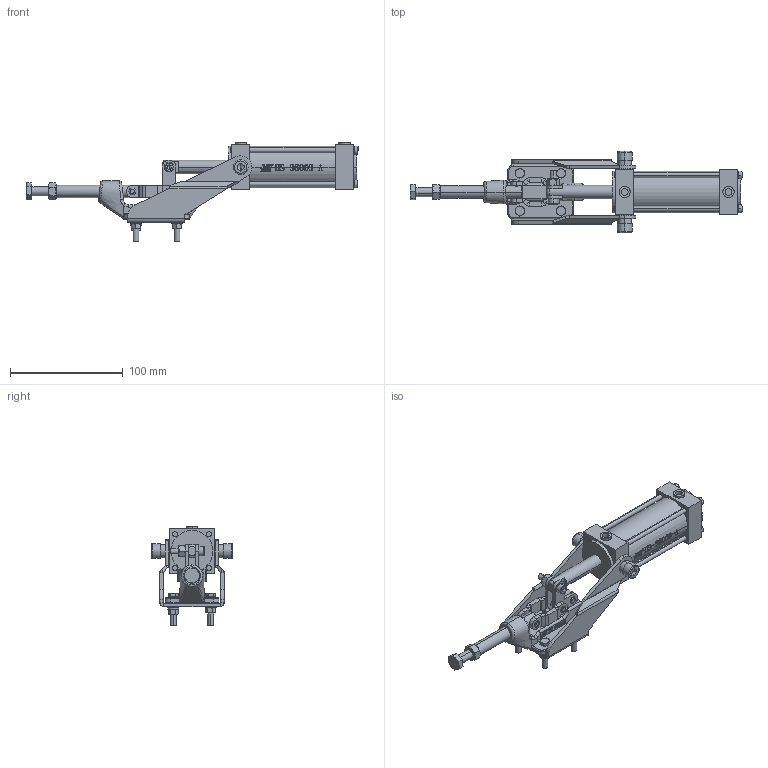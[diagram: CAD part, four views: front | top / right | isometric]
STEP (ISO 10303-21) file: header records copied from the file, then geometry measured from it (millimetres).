
FILE_DESCRIPTION (( 'STEP AP203' ), '1' );
FILE_NAME ('HS-36003-A .STEP', '2019-08-21T07:12:40', ( '微软用户' ), ( '微软中国' ), 'SwSTEP 2.0', 'SolidWorks 2012', '' );
FILE_SCHEMA (( 'CONFIG_CONTROL_DESIGN' ));
Length unit declared in the file: millimetre
Products named in the file (20): HS-36003-A ; hex nuts, style 1-grades ab gb_GB_FASTENER_NUT_SNAB1 M8-N; hexagon head bolts--product grade c gb_GB_FASTENER_BOLT_HHBC M8X50-N; hex nuts, style 1-grades ab gb_GB_FASTENER_NUT_SNAB1 M5-N; plain washers for clevis pins gb_GB_ROUND_WASHERS_TYPE7 5; hexagon head bolts--product grade c gb_GB_FASTENER_BOLT_HHBC M5X25-N; prevailing torque all-metal 1 gb_GB_HEXAGON_LOCK_TYPE1 M6-N; hexagon socket head cap screws gb_GB_FASTENER_SCREWS_HSHCS M5X25-N; hexagon socket head cap screws gb_GB_FASTENER_SCREWS_HSHCS M8X16-N; 階杶; 蟀裝2; 蚐詰; 挴裝; 种3; 种2; 种1; 蟀裝; 活塞杆; 菁釱; 菁殤
Assembly tree (32 placements, depth 2):
  HS-36003-A 
    菁殤
    菁釱
    活塞杆
    蟀裝  x2
    种1
    种2
    种3
    挴裝
    蚐詰
    蟀裝2  x2
    階杶  x2
    hexagon socket head cap screws gb_GB_FASTENER_SCREWS_HSHCS M8X16-N  x2
    hexagon socket head cap screws gb_GB_FASTENER_SCREWS_HSHCS M5X25-N
    prevailing torque all-metal 1 gb_GB_HEXAGON_LOCK_TYPE1 M6-N
    hexagon head bolts--product grade c gb_GB_FASTENER_BOLT_HHBC M5X25-N  x4
    plain washers for clevis pins gb_GB_ROUND_WASHERS_TYPE7 5  x4
    hex nuts, style 1-grades ab gb_GB_FASTENER_NUT_SNAB1 M5-N  x4
    hexagon head bolts--product grade c gb_GB_FASTENER_BOLT_HHBC M8X50-N
    hex nuts, style 1-grades ab gb_GB_FASTENER_NUT_SNAB1 M8-N
Bounding box: 294.33 x 72 x 88.1 mm (x, y, z)
Volume: 230934.1 mm3; surface area: 79550 mm2
Topology: 32 solids, 32 shells, 1536 faces, 3885 edges, 2491 vertices
Faces by surface type: plane 697, bspline 351, cylinder 332, cone 119, torus 35, sphere 2
Entity records: 58464 total; most frequent: CARTESIAN_POINT 26216, ORIENTED_EDGE 6780, DIRECTION 5095, EDGE_CURVE 3390, VERTEX_POINT 2196, LINE 1805, VECTOR 1805, AXIS2_PLACEMENT_3D 1645
